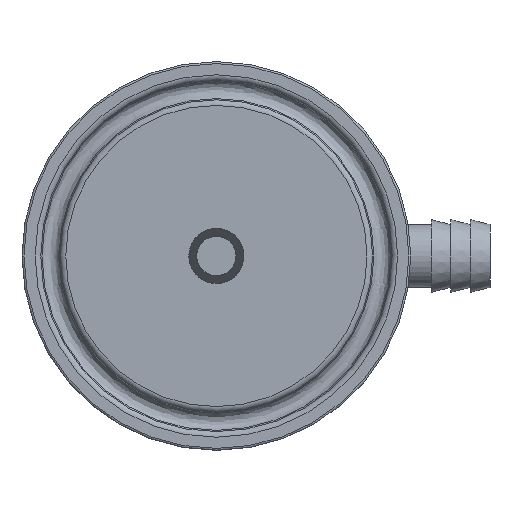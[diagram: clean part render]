
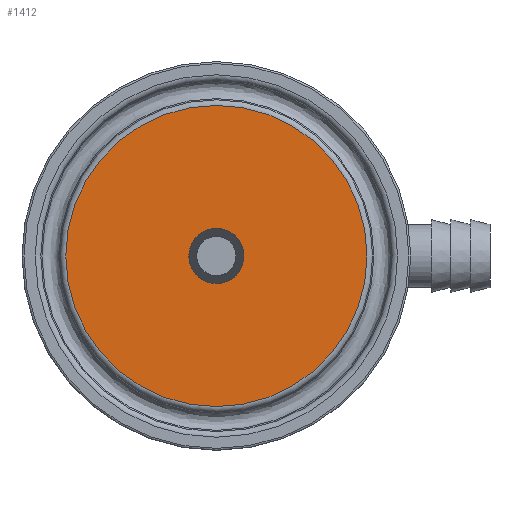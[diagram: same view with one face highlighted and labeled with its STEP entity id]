
A CAD part, front view. The second image highlights one B-rep face of the part: STEP entity #1412.
In plain terms, the highlighted planar face has unit normal (0, -1, 0).
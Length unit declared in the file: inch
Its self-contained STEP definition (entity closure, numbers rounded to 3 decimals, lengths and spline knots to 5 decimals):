
#1361=CARTESIAN_POINT('',(-0.76706,-1.0985,0.));
#1362=VERTEX_POINT('',#1361);
#1363=CARTESIAN_POINT('',(0.,-1.0985,0.));
#1364=DIRECTION('',(0.0,1.0,0.0));
#1365=DIRECTION('',(1.0,0.0,0.0));
#1366=AXIS2_PLACEMENT_3D('',#1363,#1364,#1365);
#1367=CIRCLE('',#1366,0.76706);
#1368=EDGE_CURVE('',#1362,#1362,#1367,.T.);
#1393=CARTESIAN_POINT('',(-0.44379,-1.0985,0.));
#1394=DIRECTION('',(0.0,-1.0,0.0));
#1395=DIRECTION('',(0.0,0.0,1.0));
#1396=AXIS2_PLACEMENT_3D('',#1393,#1394,#1395);
#1397=PLANE('',#1396);
#1398=ORIENTED_EDGE('',*,*,#1368,.F.);
#1399=EDGE_LOOP('',(#1398));
#1400=FACE_OUTER_BOUND('',#1399,.T.);
#1401=CARTESIAN_POINT('',(-0.1,-1.0985,0.));
#1402=VERTEX_POINT('',#1401);
#1403=CARTESIAN_POINT('',(0.,-1.0985,0.));
#1404=DIRECTION('',(0.0,-1.0,0.0));
#1405=DIRECTION('',(-1.0,0.0,0.0));
#1406=AXIS2_PLACEMENT_3D('',#1403,#1404,#1405);
#1407=CIRCLE('',#1406,0.1);
#1408=EDGE_CURVE('',#1402,#1402,#1407,.T.);
#1409=ORIENTED_EDGE('',*,*,#1408,.F.);
#1410=EDGE_LOOP('',(#1409));
#1411=FACE_BOUND('',#1410,.T.);
#1412=ADVANCED_FACE('',(#1400,#1411),#1397,.T.);
